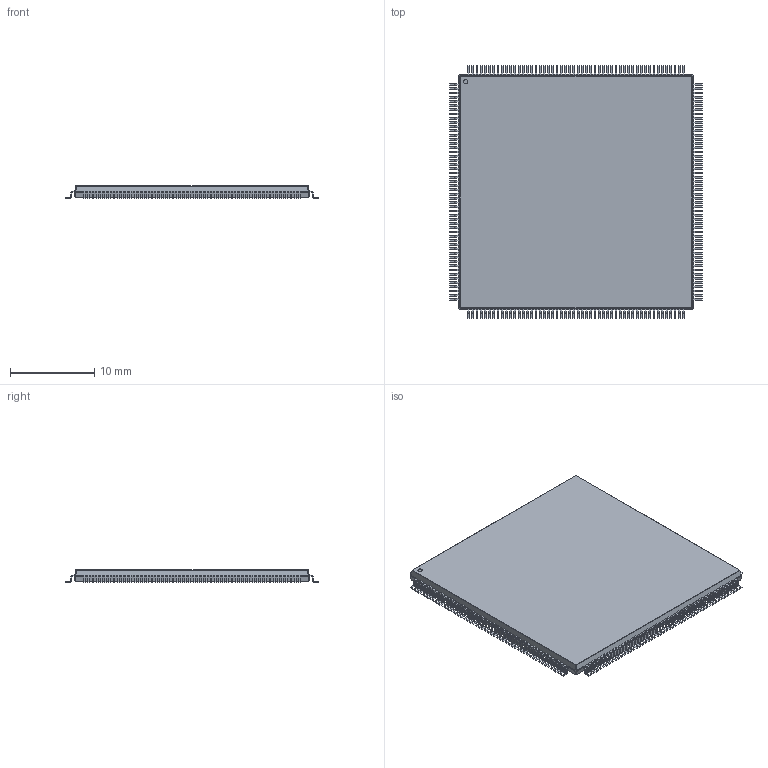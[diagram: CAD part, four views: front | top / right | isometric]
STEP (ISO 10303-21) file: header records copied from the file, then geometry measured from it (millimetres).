
FILE_DESCRIPTION(/* description */ ('model of LQFP-208_28x28mm_Pitch0.5mm'),/* implementation_level */ '2;1');
FILE_NAME(/* name */ 'LQFP-208_28x28mm_Pitch0.5mm.step',/* time_stamp */ '2017-02-22T13:18:45',/* author */ ('kicad StepUp','ksu'),/* organization */ ('FreeCAD'),/* preprocessor_version */ 'OCC',/* originating_system */ 'kicad StepUp',/* authorisation */ '');
FILE_SCHEMA(('AUTOMOTIVE_DESIGN_CC2 { 1 2 10303 214 -1 1 5 4 }'));
Products named in the file (1): LQFP-208_28x28mm_Pitch0.5mm
Bounding box: 30 x 30 x 1.5 mm (x, y, z)
Volume: 1089.3 mm3; surface area: 1910.3 mm2
Topology: 1 solids, 1 shells, 3164 faces, 8619 edges, 5458 vertices
Faces by surface type: plane 2091, cylinder 833, bspline 240
Full cylindrical faces by diameter (mm): 0.5 x1
Entity records: 124003 total; most frequent: CARTESIAN_POINT 21686, ORIENTED_EDGE 17238, DIRECTION 16079, EDGE_CURVE 8619, LINE 6897, VECTOR 6897, VERTEX_POINT 5458, AXIS2_PLACEMENT_3D 4591
